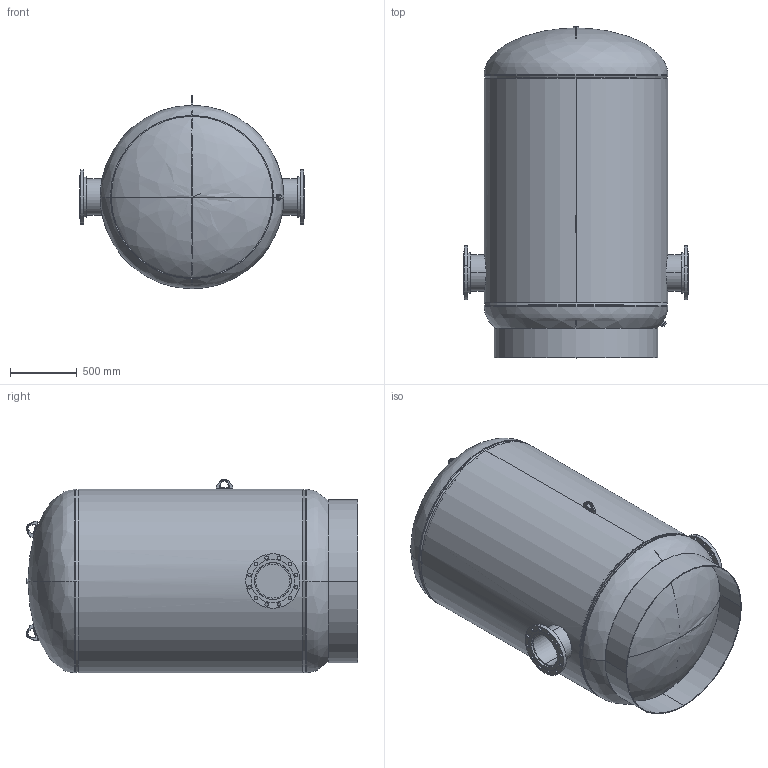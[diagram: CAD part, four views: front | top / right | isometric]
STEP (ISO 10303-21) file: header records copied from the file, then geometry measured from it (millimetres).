
FILE_DESCRIPTION (( 'STEP AP203' ), '1' );
FILE_NAME ('CBT-850-10F.STEP', '2021-03-26T13:47:47', ( '' ), ( '' ), 'SwSTEP 2.0', 'SolidWorks 2021', '' );
FILE_SCHEMA (( 'CONFIG_CONTROL_DESIGN' ));
Length unit declared in the file: inch
Products named in the file (13): 9500040; 9500050; PLUGS_9500150; 9200243; 99B0596; CBT-850-10F; 9455054; 9400542; 55Q0577; 9461110; 55K0266; 9301130_6.75
Assembly tree (27 placements, depth 2):
  CBT-850-10F
    99B0596
    9200243
    9200243
    9500040
    9500050
    PLUGS_9500150
    9301130_6.75  x2
    9461110  x2
    9455054
    55K0266  x12
    9400542  x3
    55Q0577
Bounding box: 1676.4 x 2478.86 x 1446.97 mm (x, y, z)
Volume: 111668913.3 mm3; surface area: 30508896.7 mm2
Topology: 27 solids, 27 shells, 475 faces, 1082 edges, 662 vertices
Faces by surface type: cylinder 209, plane 152, torus 76, cone 24, bspline 14
Entity records: 12916 total; most frequent: CARTESIAN_POINT 5361, DIRECTION 1328, ORIENTED_EDGE 1116, EDGE_CURVE 558, AXIS2_PLACEMENT_3D 553, VERTEX_POINT 342, CIRCLE 294, EDGE_LOOP 288
